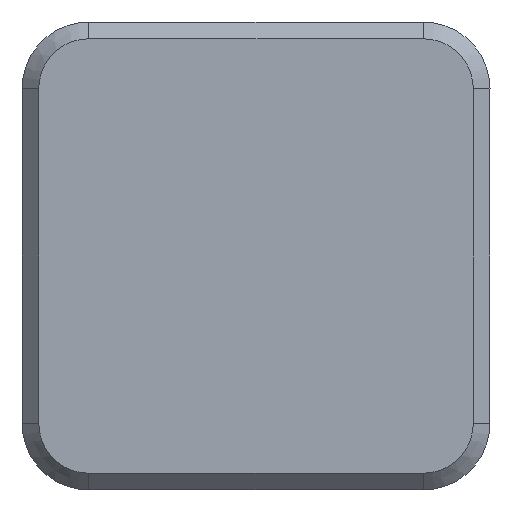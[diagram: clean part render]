
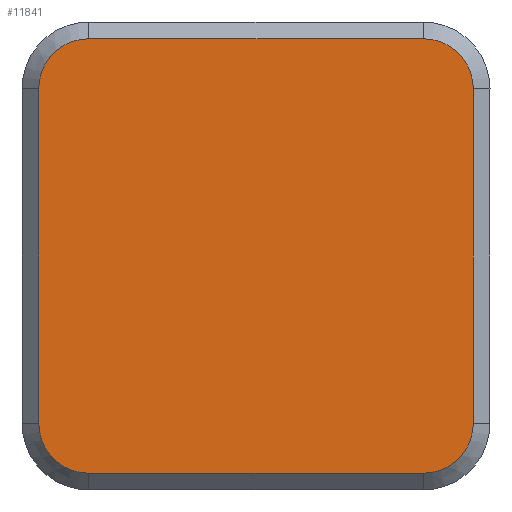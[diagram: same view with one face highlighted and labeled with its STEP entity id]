
A CAD part, left-side view. The second image highlights one B-rep face of the part: STEP entity #11841.
In plain terms, the highlighted planar face has unit normal (-1, 0, 0).
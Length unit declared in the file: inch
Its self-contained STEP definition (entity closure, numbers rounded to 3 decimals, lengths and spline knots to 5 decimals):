
#151 = VERTEX_POINT ( 'NONE', #9626 ) ;
#239 = PLANE ( 'NONE',  #4466 ) ;
#288 = VERTEX_POINT ( 'NONE', #11864 ) ;
#305 = LINE ( 'NONE', #6891, #2771 ) ;
#331 = AXIS2_PLACEMENT_3D ( 'NONE', #10868, #5245, #11800 ) ;
#400 = AXIS2_PLACEMENT_3D ( 'NONE', #7409, #1818, #8332 ) ;
#1008 = LINE ( 'NONE', #2531, #3758 ) ;
#1118 = FACE_OUTER_BOUND ( 'NONE', #5079, .T. ) ;
#1243 = DIRECTION ( 'NONE',  ( -1., 0., 0. ) ) ;
#1250 = DIRECTION ( 'NONE',  ( 0., 0., 1. ) ) ;
#1256 = AXIS2_PLACEMENT_3D ( 'NONE', #6838, #1243, #7771 ) ;
#1629 = CARTESIAN_POINT ( 'NONE',  ( 0., 0.13, 0.1 ) ) ;
#1818 = DIRECTION ( 'NONE',  ( -1., 0., 0. ) ) ;
#1969 = ORIENTED_EDGE ( 'NONE', *, *, #10205, .T. ) ;
#2482 = DIRECTION ( 'NONE',  ( 0., 1., 0. ) ) ;
#2500 = LINE ( 'NONE', #7966, #2788 ) ;
#2531 = CARTESIAN_POINT ( 'NONE',  ( 0., -0.1, 0.13 ) ) ;
#2771 = VECTOR ( 'NONE', #1250, 39.37008 ) ;
#2788 = VECTOR ( 'NONE', #7899, 39.37008 ) ;
#2812 = VERTEX_POINT ( 'NONE', #2992 ) ;
#2992 = CARTESIAN_POINT ( 'NONE',  ( 0., 0.13, -0.1 ) ) ;
#3041 = ORIENTED_EDGE ( 'NONE', *, *, #7673, .T. ) ;
#3275 = DIRECTION ( 'NONE',  ( 0., -1., 0. ) ) ;
#3644 = EDGE_CURVE ( 'NONE', #2812, #8434, #6122, .T. ) ;
#3714 = ORIENTED_EDGE ( 'NONE', *, *, #6207, .T. ) ;
#3758 = VECTOR ( 'NONE', #2482, 39.37008 ) ;
#3944 = DIRECTION ( 'NONE',  ( 0., 0., 1. ) ) ;
#4060 = EDGE_CURVE ( 'NONE', #151, #6428, #1008, .T. ) ;
#4092 = VERTEX_POINT ( 'NONE', #1629 ) ;
#4209 = CARTESIAN_POINT ( 'NONE',  ( 0., -0.1, -0.1 ) ) ;
#4236 = CIRCLE ( 'NONE', #331, 0.03 ) ;
#4301 = ORIENTED_EDGE ( 'NONE', *, *, #4689, .T. ) ;
#4466 = AXIS2_PLACEMENT_3D ( 'NONE', #8605, #9568, #3944 ) ;
#4539 = VECTOR ( 'NONE', #3275, 39.37008 ) ;
#4588 = ORIENTED_EDGE ( 'NONE', *, *, #4711, .T. ) ;
#4689 = EDGE_CURVE ( 'NONE', #8434, #288, #7347, .T. ) ;
#4711 = EDGE_CURVE ( 'NONE', #5769, #151, #4236, .T. ) ;
#5079 = EDGE_LOOP ( 'NONE', ( #6496, #4301, #1969, #3041, #4588, #7352, #3714, #5327 ) ) ;
#5165 = DIRECTION ( 'NONE',  ( 0., 0., 1. ) ) ;
#5166 = CARTESIAN_POINT ( 'NONE',  ( 0., 0.1, -0.13 ) ) ;
#5245 = DIRECTION ( 'NONE',  ( -1., 0., 0. ) ) ;
#5327 = ORIENTED_EDGE ( 'NONE', *, *, #8852, .T. ) ;
#5423 = CARTESIAN_POINT ( 'NONE',  ( 0., 0.1, -0.13 ) ) ;
#5472 = CARTESIAN_POINT ( 'NONE',  ( 0., 0.1, 0.13 ) ) ;
#5550 = CIRCLE ( 'NONE', #1256, 0.03 ) ;
#5769 = VERTEX_POINT ( 'NONE', #8711 ) ;
#6122 = CIRCLE ( 'NONE', #400, 0.03 ) ;
#6207 = EDGE_CURVE ( 'NONE', #6428, #4092, #5550, .T. ) ;
#6428 = VERTEX_POINT ( 'NONE', #5472 ) ;
#6496 = ORIENTED_EDGE ( 'NONE', *, *, #3644, .T. ) ;
#6838 = CARTESIAN_POINT ( 'NONE',  ( 0., 0.1, 0.1 ) ) ;
#6891 = CARTESIAN_POINT ( 'NONE',  ( 0., -0.13, -0.1 ) ) ;
#7347 = LINE ( 'NONE', #5166, #4539 ) ;
#7352 = ORIENTED_EDGE ( 'NONE', *, *, #4060, .T. ) ;
#7409 = CARTESIAN_POINT ( 'NONE',  ( 0., 0.1, -0.1 ) ) ;
#7539 = AXIS2_PLACEMENT_3D ( 'NONE', #4209, #10772, #5165 ) ;
#7673 = EDGE_CURVE ( 'NONE', #8345, #5769, #305, .T. ) ;
#7771 = DIRECTION ( 'NONE',  ( 0., 0., 1. ) ) ;
#7899 = DIRECTION ( 'NONE',  ( 0., 0., -1. ) ) ;
#7966 = CARTESIAN_POINT ( 'NONE',  ( 0., 0.13, 0. ) ) ;
#8332 = DIRECTION ( 'NONE',  ( 0., 0., 1. ) ) ;
#8345 = VERTEX_POINT ( 'NONE', #10877 ) ;
#8434 = VERTEX_POINT ( 'NONE', #5423 ) ;
#8605 = CARTESIAN_POINT ( 'NONE',  ( 0., 0.1, -0.1 ) ) ;
#8711 = CARTESIAN_POINT ( 'NONE',  ( 0., -0.13, 0.1 ) ) ;
#8852 = EDGE_CURVE ( 'NONE', #4092, #2812, #2500, .T. ) ;
#9568 = DIRECTION ( 'NONE',  ( -1., 0., 0. ) ) ;
#9626 = CARTESIAN_POINT ( 'NONE',  ( 0., -0.1, 0.13 ) ) ;
#10205 = EDGE_CURVE ( 'NONE', #288, #8345, #10650, .T. ) ;
#10650 = CIRCLE ( 'NONE', #7539, 0.03 ) ;
#10772 = DIRECTION ( 'NONE',  ( -1., 0., 0. ) ) ;
#10868 = CARTESIAN_POINT ( 'NONE',  ( 0., -0.1, 0.1 ) ) ;
#10877 = CARTESIAN_POINT ( 'NONE',  ( 0., -0.13, -0.1 ) ) ;
#11800 = DIRECTION ( 'NONE',  ( 0., 0., 1. ) ) ;
#11841 = ADVANCED_FACE ( 'NONE', ( #1118 ), #239, .T. ) ;
#11864 = CARTESIAN_POINT ( 'NONE',  ( 0., -0.1, -0.13 ) ) ;
